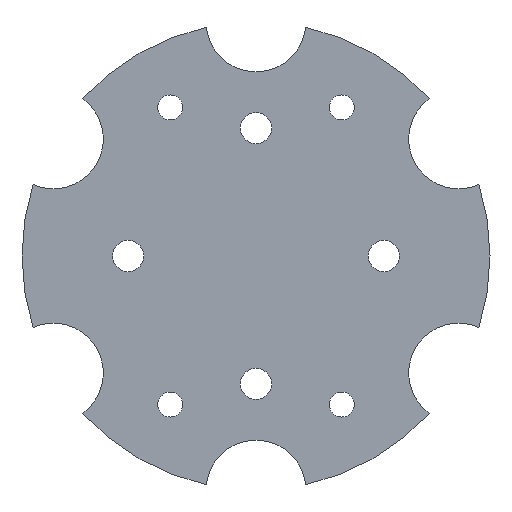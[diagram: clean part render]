
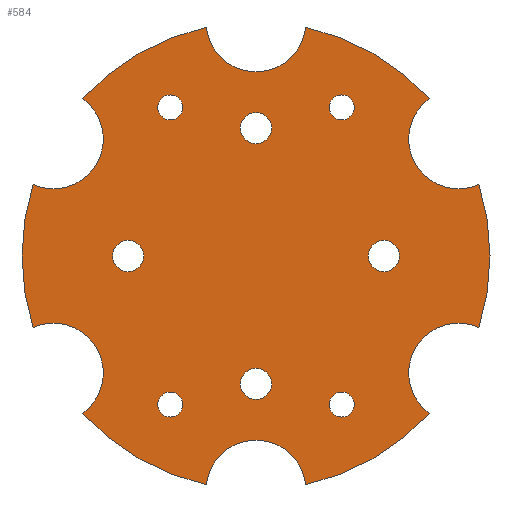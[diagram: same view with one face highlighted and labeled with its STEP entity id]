
A CAD part, front view. The second image highlights one B-rep face of the part: STEP entity #584.
In plain terms, the highlighted planar face has unit normal (0, -1, 0).
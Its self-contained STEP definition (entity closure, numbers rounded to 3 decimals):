
#1=CARTESIAN_POINT('',(0.,0.,0.));
#2=DIRECTION('',(0.,1.,0.));
#3=DIRECTION('',(-0.212,0.,-0.977));
#4=AXIS2_PLACEMENT_3D('',#1,#2,#3);
#6=CARTESIAN_POINT('',(-32.476,0.,-18.75));
#7=DIRECTION('',(0.,-1.,0.));
#8=DIRECTION('',(0.59,0.,-0.808));
#9=AXIS2_PLACEMENT_3D('',#6,#7,#8);
#11=CARTESIAN_POINT('',(0.,0.,0.));
#12=DIRECTION('',(0.,1.,0.));
#13=DIRECTION('',(-0.952,0.,-0.305));
#14=AXIS2_PLACEMENT_3D('',#11,#12,#13);
#16=CARTESIAN_POINT('',(-32.476,0.,18.75));
#17=DIRECTION('',(0.,-1.,0.));
#18=DIRECTION('',(-0.405,0.,-0.914));
#19=AXIS2_PLACEMENT_3D('',#16,#17,#18);
#21=CARTESIAN_POINT('',(0.,0.,0.));
#22=DIRECTION('',(0.,1.,0.));
#23=DIRECTION('',(-0.74,0.,0.672));
#24=AXIS2_PLACEMENT_3D('',#21,#22,#23);
#26=CARTESIAN_POINT('',(0.,0.,37.5));
#27=DIRECTION('',(0.,-1.,0.));
#28=DIRECTION('',(-0.994,0.,-0.107));
#29=AXIS2_PLACEMENT_3D('',#26,#27,#28);
#31=CARTESIAN_POINT('',(0.,0.,0.));
#32=DIRECTION('',(0.,1.,0.));
#33=DIRECTION('',(0.212,0.,0.977));
#34=AXIS2_PLACEMENT_3D('',#31,#32,#33);
#36=CARTESIAN_POINT('',(32.476,0.,18.75));
#37=DIRECTION('',(0.,-1.,0.));
#38=DIRECTION('',(-0.59,0.,0.808));
#39=AXIS2_PLACEMENT_3D('',#36,#37,#38);
#41=CARTESIAN_POINT('',(0.,0.,0.));
#42=DIRECTION('',(0.,1.,0.));
#43=DIRECTION('',(0.952,0.,0.305));
#44=AXIS2_PLACEMENT_3D('',#41,#42,#43);
#46=CARTESIAN_POINT('',(32.476,0.,-18.75));
#47=DIRECTION('',(0.,-1.,0.));
#48=DIRECTION('',(0.405,0.,0.914));
#49=AXIS2_PLACEMENT_3D('',#46,#47,#48);
#51=CARTESIAN_POINT('',(0.,0.,0.));
#52=DIRECTION('',(0.,1.,0.));
#53=DIRECTION('',(0.74,0.,-0.672));
#54=AXIS2_PLACEMENT_3D('',#51,#52,#53);
#56=CARTESIAN_POINT('',(0.,0.,-37.5));
#57=DIRECTION('',(0.,-1.,0.));
#58=DIRECTION('',(0.994,0.,0.107));
#59=AXIS2_PLACEMENT_3D('',#56,#57,#58);
#61=CARTESIAN_POINT('',(13.75,0.,-23.816));
#62=DIRECTION('',(0.,-1.,0.));
#63=DIRECTION('',(-1.,0.,0.));
#64=AXIS2_PLACEMENT_3D('',#61,#62,#63);
#66=CARTESIAN_POINT('',(13.75,0.,-23.816));
#67=DIRECTION('',(0.,-1.,0.));
#68=DIRECTION('',(1.,0.,0.));
#69=AXIS2_PLACEMENT_3D('',#66,#67,#68);
#71=CARTESIAN_POINT('',(-13.75,0.,-23.816));
#72=DIRECTION('',(0.,-1.,0.));
#73=DIRECTION('',(-1.,0.,0.));
#74=AXIS2_PLACEMENT_3D('',#71,#72,#73);
#76=CARTESIAN_POINT('',(-13.75,0.,-23.816));
#77=DIRECTION('',(0.,-1.,0.));
#78=DIRECTION('',(1.,0.,0.));
#79=AXIS2_PLACEMENT_3D('',#76,#77,#78);
#81=CARTESIAN_POINT('',(-13.75,0.,23.816));
#82=DIRECTION('',(0.,-1.,0.));
#83=DIRECTION('',(-1.,0.,0.));
#84=AXIS2_PLACEMENT_3D('',#81,#82,#83);
#86=CARTESIAN_POINT('',(-13.75,0.,23.816));
#87=DIRECTION('',(0.,-1.,0.));
#88=DIRECTION('',(1.,0.,0.));
#89=AXIS2_PLACEMENT_3D('',#86,#87,#88);
#91=CARTESIAN_POINT('',(13.75,0.,23.816));
#92=DIRECTION('',(0.,-1.,0.));
#93=DIRECTION('',(-1.,0.,0.));
#94=AXIS2_PLACEMENT_3D('',#91,#92,#93);
#96=CARTESIAN_POINT('',(13.75,0.,23.816));
#97=DIRECTION('',(0.,-1.,0.));
#98=DIRECTION('',(1.,0.,0.));
#99=AXIS2_PLACEMENT_3D('',#96,#97,#98);
#101=CARTESIAN_POINT('',(0.,0.,-20.5));
#102=DIRECTION('',(0.,-1.,0.));
#103=DIRECTION('',(-1.,0.,0.));
#104=AXIS2_PLACEMENT_3D('',#101,#102,#103);
#106=CARTESIAN_POINT('',(0.,0.,-20.5));
#107=DIRECTION('',(0.,-1.,0.));
#108=DIRECTION('',(1.,0.,0.));
#109=AXIS2_PLACEMENT_3D('',#106,#107,#108);
#111=CARTESIAN_POINT('',(-20.5,0.,0.));
#112=DIRECTION('',(0.,-1.,0.));
#113=DIRECTION('',(-1.,0.,0.));
#114=AXIS2_PLACEMENT_3D('',#111,#112,#113);
#116=CARTESIAN_POINT('',(-20.5,0.,0.));
#117=DIRECTION('',(0.,-1.,0.));
#118=DIRECTION('',(1.,0.,0.));
#119=AXIS2_PLACEMENT_3D('',#116,#117,#118);
#121=CARTESIAN_POINT('',(0.,0.,20.5));
#122=DIRECTION('',(0.,-1.,0.));
#123=DIRECTION('',(-1.,0.,0.));
#124=AXIS2_PLACEMENT_3D('',#121,#122,#123);
#126=CARTESIAN_POINT('',(0.,0.,20.5));
#127=DIRECTION('',(0.,-1.,0.));
#128=DIRECTION('',(1.,0.,0.));
#129=AXIS2_PLACEMENT_3D('',#126,#127,#128);
#131=CARTESIAN_POINT('',(20.5,0.,0.));
#132=DIRECTION('',(0.,-1.,0.));
#133=DIRECTION('',(-1.,0.,0.));
#134=AXIS2_PLACEMENT_3D('',#131,#132,#133);
#136=CARTESIAN_POINT('',(20.5,0.,0.));
#137=DIRECTION('',(0.,-1.,0.));
#138=DIRECTION('',(1.,0.,0.));
#139=AXIS2_PLACEMENT_3D('',#136,#137,#138);
#393=CARTESIAN_POINT('',(-7.954,0.,-36.647));
#394=CARTESIAN_POINT('',(-27.76,0.,-25.212));
#395=VERTEX_POINT('',#393);
#396=VERTEX_POINT('',#394);
#397=CARTESIAN_POINT('',(-35.714,0.,-11.435));
#398=VERTEX_POINT('',#397);
#399=CARTESIAN_POINT('',(-35.714,0.,11.435));
#400=VERTEX_POINT('',#399);
#401=CARTESIAN_POINT('',(-27.76,0.,25.212));
#402=VERTEX_POINT('',#401);
#403=CARTESIAN_POINT('',(-7.954,0.,36.647));
#404=VERTEX_POINT('',#403);
#405=CARTESIAN_POINT('',(7.954,0.,36.647));
#406=VERTEX_POINT('',#405);
#407=CARTESIAN_POINT('',(27.76,0.,25.212));
#408=VERTEX_POINT('',#407);
#409=CARTESIAN_POINT('',(35.714,0.,11.435));
#410=VERTEX_POINT('',#409);
#411=CARTESIAN_POINT('',(35.714,0.,-11.435));
#412=VERTEX_POINT('',#411);
#413=CARTESIAN_POINT('',(27.76,0.,-25.212));
#414=VERTEX_POINT('',#413);
#415=CARTESIAN_POINT('',(7.954,0.,-36.647));
#416=VERTEX_POINT('',#415);
#441=CARTESIAN_POINT('',(11.75,0.,-23.816));
#442=CARTESIAN_POINT('',(15.75,0.,-23.816));
#443=VERTEX_POINT('',#441);
#444=VERTEX_POINT('',#442);
#445=CARTESIAN_POINT('',(-15.75,0.,-23.816));
#446=CARTESIAN_POINT('',(-11.75,0.,-23.816));
#447=VERTEX_POINT('',#445);
#448=VERTEX_POINT('',#446);
#449=CARTESIAN_POINT('',(-15.75,0.,23.816));
#450=CARTESIAN_POINT('',(-11.75,0.,23.816));
#451=VERTEX_POINT('',#449);
#452=VERTEX_POINT('',#450);
#453=CARTESIAN_POINT('',(11.75,0.,23.816));
#454=CARTESIAN_POINT('',(15.75,0.,23.816));
#455=VERTEX_POINT('',#453);
#456=VERTEX_POINT('',#454);
#473=CARTESIAN_POINT('',(-2.5,0.,-20.5));
#474=CARTESIAN_POINT('',(2.5,0.,-20.5));
#475=VERTEX_POINT('',#473);
#476=VERTEX_POINT('',#474);
#477=CARTESIAN_POINT('',(-23.,0.,0.));
#478=CARTESIAN_POINT('',(-18.,0.,0.));
#479=VERTEX_POINT('',#477);
#480=VERTEX_POINT('',#478);
#481=CARTESIAN_POINT('',(-2.5,0.,20.5));
#482=CARTESIAN_POINT('',(2.5,0.,20.5));
#483=VERTEX_POINT('',#481);
#484=VERTEX_POINT('',#482);
#485=CARTESIAN_POINT('',(18.,0.,0.));
#486=CARTESIAN_POINT('',(23.,0.,0.));
#487=VERTEX_POINT('',#485);
#488=VERTEX_POINT('',#486);
#505=CARTESIAN_POINT('',(0.,0.,0.));
#506=DIRECTION('',(0.,1.,0.));
#507=DIRECTION('',(1.,0.,0.));
#508=AXIS2_PLACEMENT_3D('',#505,#506,#507);
#509=PLANE('',#508);
#511=ORIENTED_EDGE('',*,*,#510,.T.);
#513=ORIENTED_EDGE('',*,*,#512,.T.);
#515=ORIENTED_EDGE('',*,*,#514,.T.);
#517=ORIENTED_EDGE('',*,*,#516,.T.);
#519=ORIENTED_EDGE('',*,*,#518,.T.);
#521=ORIENTED_EDGE('',*,*,#520,.T.);
#523=ORIENTED_EDGE('',*,*,#522,.T.);
#525=ORIENTED_EDGE('',*,*,#524,.T.);
#527=ORIENTED_EDGE('',*,*,#526,.T.);
#529=ORIENTED_EDGE('',*,*,#528,.T.);
#531=ORIENTED_EDGE('',*,*,#530,.T.);
#533=ORIENTED_EDGE('',*,*,#532,.T.);
#534=EDGE_LOOP('',(#511,#513,#515,#517,#519,#521,#523,#525,#527,#529,#531,
#533));
#535=FACE_OUTER_BOUND('',#534,.F.);
#537=ORIENTED_EDGE('',*,*,#536,.T.);
#539=ORIENTED_EDGE('',*,*,#538,.T.);
#540=EDGE_LOOP('',(#537,#539));
#541=FACE_BOUND('',#540,.F.);
#543=ORIENTED_EDGE('',*,*,#542,.T.);
#545=ORIENTED_EDGE('',*,*,#544,.T.);
#546=EDGE_LOOP('',(#543,#545));
#547=FACE_BOUND('',#546,.F.);
#549=ORIENTED_EDGE('',*,*,#548,.T.);
#551=ORIENTED_EDGE('',*,*,#550,.T.);
#552=EDGE_LOOP('',(#549,#551));
#553=FACE_BOUND('',#552,.F.);
#555=ORIENTED_EDGE('',*,*,#554,.T.);
#557=ORIENTED_EDGE('',*,*,#556,.T.);
#558=EDGE_LOOP('',(#555,#557));
#559=FACE_BOUND('',#558,.F.);
#561=ORIENTED_EDGE('',*,*,#560,.T.);
#563=ORIENTED_EDGE('',*,*,#562,.T.);
#564=EDGE_LOOP('',(#561,#563));
#565=FACE_BOUND('',#564,.F.);
#567=ORIENTED_EDGE('',*,*,#566,.T.);
#569=ORIENTED_EDGE('',*,*,#568,.T.);
#570=EDGE_LOOP('',(#567,#569));
#571=FACE_BOUND('',#570,.F.);
#573=ORIENTED_EDGE('',*,*,#572,.T.);
#575=ORIENTED_EDGE('',*,*,#574,.T.);
#576=EDGE_LOOP('',(#573,#575));
#577=FACE_BOUND('',#576,.F.);
#579=ORIENTED_EDGE('',*,*,#578,.T.);
#581=ORIENTED_EDGE('',*,*,#580,.T.);
#582=EDGE_LOOP('',(#579,#581));
#583=FACE_BOUND('',#582,.F.);
#584=ADVANCED_FACE('',(#535,#541,#547,#553,#559,#565,#571,#577,#583),#509,.F.);
#5=CIRCLE('',#4,37.5);
#10=CIRCLE('',#9,8.);
#15=CIRCLE('',#14,37.5);
#20=CIRCLE('',#19,8.);
#25=CIRCLE('',#24,37.5);
#30=CIRCLE('',#29,8.);
#35=CIRCLE('',#34,37.5);
#40=CIRCLE('',#39,8.);
#45=CIRCLE('',#44,37.5);
#50=CIRCLE('',#49,8.);
#55=CIRCLE('',#54,37.5);
#60=CIRCLE('',#59,8.);
#65=CIRCLE('',#64,2.);
#70=CIRCLE('',#69,2.);
#75=CIRCLE('',#74,2.);
#80=CIRCLE('',#79,2.);
#85=CIRCLE('',#84,2.);
#90=CIRCLE('',#89,2.);
#95=CIRCLE('',#94,2.);
#100=CIRCLE('',#99,2.);
#105=CIRCLE('',#104,2.5);
#110=CIRCLE('',#109,2.5);
#115=CIRCLE('',#114,2.5);
#120=CIRCLE('',#119,2.5);
#125=CIRCLE('',#124,2.5);
#130=CIRCLE('',#129,2.5);
#135=CIRCLE('',#134,2.5);
#140=CIRCLE('',#139,2.5);
#510=EDGE_CURVE('',#395,#396,#5,.T.);
#512=EDGE_CURVE('',#396,#398,#10,.T.);
#514=EDGE_CURVE('',#398,#400,#15,.T.);
#516=EDGE_CURVE('',#400,#402,#20,.T.);
#518=EDGE_CURVE('',#402,#404,#25,.T.);
#520=EDGE_CURVE('',#404,#406,#30,.T.);
#522=EDGE_CURVE('',#406,#408,#35,.T.);
#524=EDGE_CURVE('',#408,#410,#40,.T.);
#526=EDGE_CURVE('',#410,#412,#45,.T.);
#528=EDGE_CURVE('',#412,#414,#50,.T.);
#530=EDGE_CURVE('',#414,#416,#55,.T.);
#532=EDGE_CURVE('',#416,#395,#60,.T.);
#536=EDGE_CURVE('',#443,#444,#65,.T.);
#538=EDGE_CURVE('',#444,#443,#70,.T.);
#542=EDGE_CURVE('',#447,#448,#75,.T.);
#544=EDGE_CURVE('',#448,#447,#80,.T.);
#548=EDGE_CURVE('',#451,#452,#85,.T.);
#550=EDGE_CURVE('',#452,#451,#90,.T.);
#554=EDGE_CURVE('',#455,#456,#95,.T.);
#556=EDGE_CURVE('',#456,#455,#100,.T.);
#560=EDGE_CURVE('',#475,#476,#105,.T.);
#562=EDGE_CURVE('',#476,#475,#110,.T.);
#566=EDGE_CURVE('',#479,#480,#115,.T.);
#568=EDGE_CURVE('',#480,#479,#120,.T.);
#572=EDGE_CURVE('',#483,#484,#125,.T.);
#574=EDGE_CURVE('',#484,#483,#130,.T.);
#578=EDGE_CURVE('',#487,#488,#135,.T.);
#580=EDGE_CURVE('',#488,#487,#140,.T.);
